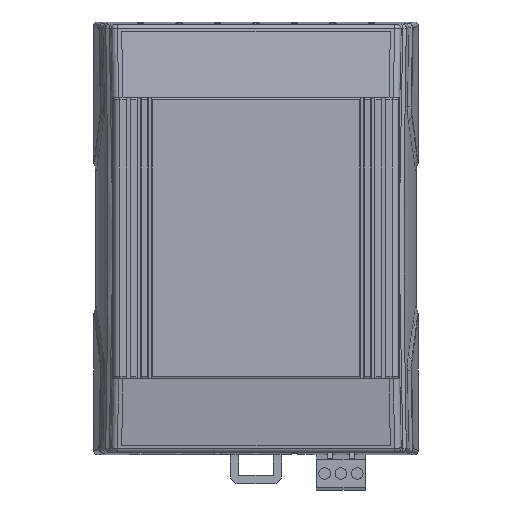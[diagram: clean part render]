
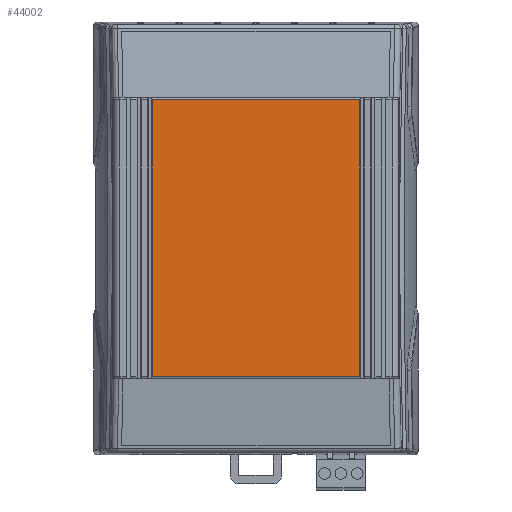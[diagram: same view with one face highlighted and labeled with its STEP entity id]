
A CAD part, top view. The second image highlights one B-rep face of the part: STEP entity #44002.
In plain terms, the highlighted planar face has unit normal (0, 0, 1).
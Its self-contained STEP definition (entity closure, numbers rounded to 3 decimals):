
#3059 = CARTESIAN_POINT ( 'NONE',  ( -24.303, -32.363, 18.653 ) ) ;
#4845 = CARTESIAN_POINT ( 'NONE',  ( -24.303, 32.363, 18.653 ) ) ;
#5896 = ORIENTED_EDGE ( 'NONE', *, *, #45423, .F. ) ;
#6949 = DIRECTION ( 'NONE',  ( 1., 0., 0. ) ) ;
#8044 = CARTESIAN_POINT ( 'NONE',  ( 24.303, 32.363, 18.653 ) ) ;
#8901 = ORIENTED_EDGE ( 'NONE', *, *, #14395, .T. ) ;
#10879 = LINE ( 'NONE', #4845, #34698 ) ;
#11029 = EDGE_CURVE ( 'NONE', #19354, #35309, #10879, .T. ) ;
#11426 = EDGE_LOOP ( 'NONE', ( #8901, #46665, #5896, #22755 ) ) ;
#14395 = EDGE_CURVE ( 'NONE', #35309, #48716, #40485, .T. ) ;
#14976 = VERTEX_POINT ( 'NONE', #27179 ) ;
#16208 = LINE ( 'NONE', #45311, #46853 ) ;
#16639 = DIRECTION ( 'NONE',  ( 1., 0., 0. ) ) ;
#19354 = VERTEX_POINT ( 'NONE', #8044 ) ;
#22755 = ORIENTED_EDGE ( 'NONE', *, *, #11029, .T. ) ;
#22903 = PLANE ( 'NONE',  #42057 ) ;
#26939 = CARTESIAN_POINT ( 'NONE',  ( 33.303, -32.863, 18.653 ) ) ;
#27179 = CARTESIAN_POINT ( 'NONE',  ( 24.303, -32.363, 18.653 ) ) ;
#28578 = EDGE_CURVE ( 'NONE', #48716, #14976, #30181, .T. ) ;
#29836 = VECTOR ( 'NONE', #38070, 1000. ) ;
#30181 = LINE ( 'NONE', #44652, #39570 ) ;
#30920 = DIRECTION ( 'NONE',  ( 0., 0., 1. ) ) ;
#31479 = CARTESIAN_POINT ( 'NONE',  ( -24.303, 32.363, 18.653 ) ) ;
#33878 = CARTESIAN_POINT ( 'NONE',  ( -24.303, -32.863, 18.653 ) ) ;
#34698 = VECTOR ( 'NONE', #36870, 1000. ) ;
#35309 = VERTEX_POINT ( 'NONE', #31479 ) ;
#36870 = DIRECTION ( 'NONE',  ( -1., 0., 0. ) ) ;
#38070 = DIRECTION ( 'NONE',  ( 0., -1., 0. ) ) ;
#39570 = VECTOR ( 'NONE', #16639, 1000. ) ;
#40485 = LINE ( 'NONE', #33878, #29836 ) ;
#40795 = FACE_OUTER_BOUND ( 'NONE', #11426, .T. ) ;
#42057 = AXIS2_PLACEMENT_3D ( 'NONE', #26939, #30920, #6949 ) ;
#44002 = ADVANCED_FACE ( 'NONE', ( #40795 ), #22903, .T. ) ;
#44652 = CARTESIAN_POINT ( 'NONE',  ( 24.303, -32.363, 18.653 ) ) ;
#45311 = CARTESIAN_POINT ( 'NONE',  ( 24.303, -32.863, 18.653 ) ) ;
#45423 = EDGE_CURVE ( 'NONE', #19354, #14976, #16208, .T. ) ;
#46665 = ORIENTED_EDGE ( 'NONE', *, *, #28578, .T. ) ;
#46853 = VECTOR ( 'NONE', #49307, 1000. ) ;
#48716 = VERTEX_POINT ( 'NONE', #3059 ) ;
#49307 = DIRECTION ( 'NONE',  ( 0., -1., 0. ) ) ;
